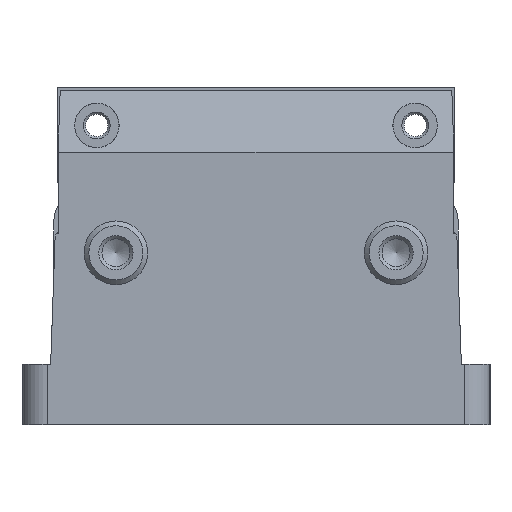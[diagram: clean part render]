
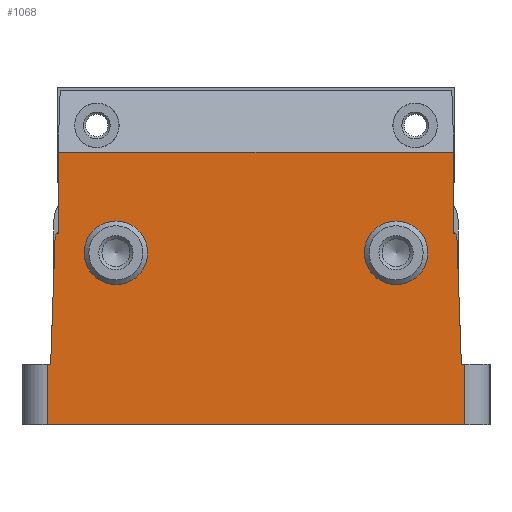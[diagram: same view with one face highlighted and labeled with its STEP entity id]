
A CAD part, left-side view. The second image highlights one B-rep face of the part: STEP entity #1068.
In plain terms, the highlighted planar face has unit normal (-1, 0, 0).
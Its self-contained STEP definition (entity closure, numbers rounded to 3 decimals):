
#389=B_SPLINE_CURVE_WITH_KNOTS('',3,(#10086,#10087,#10088,#10089),.UNSPECIFIED.,
 .F.,.F.,(4,4),(0.,1.),.UNSPECIFIED.);
#390=B_SPLINE_CURVE_WITH_KNOTS('',3,(#10102,#10103,#10104,#10105),.UNSPECIFIED.,
 .F.,.F.,(4,4),(0.,1.),.UNSPECIFIED.);
#514=PLANE('',#6920);
#715=FACE_BOUND('',#1878,.T.);
#716=FACE_BOUND('',#1879,.T.);
#717=FACE_BOUND('',#1880,.T.);
#1068=ADVANCED_FACE('',(#715,#716,#717),#514,.T.);
#1878=EDGE_LOOP('',(#3628,#3629,#3630,#3631,#3632,#3633,#3634,#3635,#3636,
#3637,#3638,#3639,#3640,#3641));
#1879=EDGE_LOOP('',(#3642));
#1880=EDGE_LOOP('',(#3643));
#2414=LINE('',#10071,#2872);
#2420=LINE('',#10083,#2878);
#2421=LINE('',#10091,#2879);
#2422=LINE('',#10093,#2880);
#2423=LINE('',#10095,#2881);
#2424=LINE('',#10097,#2882);
#2425=LINE('',#10099,#2883);
#2426=LINE('',#10101,#2884);
#2427=LINE('',#10107,#2885);
#2428=LINE('',#10109,#2886);
#2429=LINE('',#10111,#2887);
#2430=LINE('',#10113,#2888);
#2872=VECTOR('',#7957,1.);
#2878=VECTOR('',#7965,1.);
#2879=VECTOR('',#7966,1.);
#2880=VECTOR('',#7967,1.);
#2881=VECTOR('',#7968,1.);
#2882=VECTOR('',#7969,1.);
#2883=VECTOR('',#7970,1.);
#2884=VECTOR('',#7971,1.);
#2885=VECTOR('',#7972,1.);
#2886=VECTOR('',#7973,1.);
#2887=VECTOR('',#7974,1.);
#2888=VECTOR('',#7975,1.);
#3628=ORIENTED_EDGE('',*,*,#5762,.F.);
#3629=ORIENTED_EDGE('',*,*,#5763,.T.);
#3630=ORIENTED_EDGE('',*,*,#5764,.F.);
#3631=ORIENTED_EDGE('',*,*,#5765,.T.);
#3632=ORIENTED_EDGE('',*,*,#5766,.T.);
#3633=ORIENTED_EDGE('',*,*,#5767,.T.);
#3634=ORIENTED_EDGE('',*,*,#5768,.T.);
#3635=ORIENTED_EDGE('',*,*,#5769,.T.);
#3636=ORIENTED_EDGE('',*,*,#5756,.T.);
#3637=ORIENTED_EDGE('',*,*,#5770,.T.);
#3638=ORIENTED_EDGE('',*,*,#5771,.F.);
#3639=ORIENTED_EDGE('',*,*,#5772,.F.);
#3640=ORIENTED_EDGE('',*,*,#5773,.T.);
#3641=ORIENTED_EDGE('',*,*,#5774,.F.);
#3642=ORIENTED_EDGE('',*,*,#5775,.F.);
#3643=ORIENTED_EDGE('',*,*,#5776,.T.);
#5087=VERTEX_POINT('',#10070);
#5088=VERTEX_POINT('',#10072);
#5093=VERTEX_POINT('',#10084);
#5094=VERTEX_POINT('',#10085);
#5095=VERTEX_POINT('',#10090);
#5096=VERTEX_POINT('',#10092);
#5097=VERTEX_POINT('',#10094);
#5098=VERTEX_POINT('',#10096);
#5099=VERTEX_POINT('',#10098);
#5100=VERTEX_POINT('',#10100);
#5101=VERTEX_POINT('',#10106);
#5102=VERTEX_POINT('',#10108);
#5103=VERTEX_POINT('',#10110);
#5104=VERTEX_POINT('',#10112);
#5105=VERTEX_POINT('',#10115);
#5106=VERTEX_POINT('',#10117);
#5756=EDGE_CURVE('',#5088,#5087,#2414,.T.);
#5762=EDGE_CURVE('',#5093,#5094,#2420,.T.);
#5763=EDGE_CURVE('',#5093,#5095,#389,.T.);
#5764=EDGE_CURVE('',#5096,#5095,#2421,.T.);
#5765=EDGE_CURVE('',#5096,#5097,#2422,.T.);
#5766=EDGE_CURVE('',#5097,#5098,#2423,.T.);
#5767=EDGE_CURVE('',#5098,#5099,#2424,.T.);
#5768=EDGE_CURVE('',#5099,#5100,#2425,.T.);
#5769=EDGE_CURVE('',#5100,#5088,#2426,.T.);
#5770=EDGE_CURVE('',#5087,#5101,#390,.T.);
#5771=EDGE_CURVE('',#5102,#5101,#2427,.T.);
#5772=EDGE_CURVE('',#5103,#5102,#2428,.T.);
#5773=EDGE_CURVE('',#5103,#5104,#2429,.T.);
#5774=EDGE_CURVE('',#5094,#5104,#2430,.T.);
#5775=EDGE_CURVE('',#5105,#5105,#6478,.T.);
#5776=EDGE_CURVE('',#5106,#5106,#6479,.T.);
#6478=CIRCLE('',#6918,10.);
#6479=CIRCLE('',#6919,10.);
#6918=AXIS2_PLACEMENT_3D('',#10114,#7976,#7977);
#6919=AXIS2_PLACEMENT_3D('',#10116,#7978,#7979);
#6920=AXIS2_PLACEMENT_3D('',#10118,#7980,#7981);
#7957=DIRECTION('',(0.,0.035,0.999));
#7965=DIRECTION('',(0.,-1.,0.));
#7966=DIRECTION('',(0.,-0.035,0.999));
#7967=DIRECTION('',(0.,1.,0.));
#7968=DIRECTION('',(0.,0.,-1.));
#7969=DIRECTION('',(0.,-1.,0.));
#7970=DIRECTION('',(0.,0.,1.));
#7971=DIRECTION('',(0.,1.,0.));
#7972=DIRECTION('',(0.,-1.,0.));
#7973=DIRECTION('',(0.,0.,-1.));
#7974=DIRECTION('',(0.,1.,0.));
#7975=DIRECTION('',(0.,0.,1.));
#7976=DIRECTION('',(-1.,0.,0.));
#7977=DIRECTION('',(0.,0.,1.));
#7978=DIRECTION('',(1.,0.,0.));
#7979=DIRECTION('',(0.,0.,1.));
#7980=DIRECTION('',(-1.,0.,0.));
#7981=DIRECTION('',(0.,0.,1.));
#10070=CARTESIAN_POINT('',(-25.482,-10.613,59.597));
#10071=CARTESIAN_POINT('',(-25.482,-12.615,2.273));
#10072=CARTESIAN_POINT('',(-25.482,-12.031,19.));
#10083=CARTESIAN_POINT('',(-25.482,114.472,60.358));
#10084=CARTESIAN_POINT('',(-25.482,114.781,60.358));
#10085=CARTESIAN_POINT('',(-25.482,114.472,60.358));
#10086=CARTESIAN_POINT('',(-25.482,114.781,60.358));
#10087=CARTESIAN_POINT('',(-25.482,115.04,60.105));
#10088=CARTESIAN_POINT('',(-25.482,115.299,59.851));
#10089=CARTESIAN_POINT('',(-25.482,115.558,59.597));
#10090=CARTESIAN_POINT('',(-25.482,115.558,59.597));
#10091=CARTESIAN_POINT('',(-25.482,113.972,105.));
#10092=CARTESIAN_POINT('',(-25.482,116.975,19.));
#10093=CARTESIAN_POINT('',(-25.482,52.472,19.));
#10094=CARTESIAN_POINT('',(-25.482,117.972,19.));
#10095=CARTESIAN_POINT('',(-25.482,117.972,0.));
#10096=CARTESIAN_POINT('',(-25.482,117.972,0.));
#10097=CARTESIAN_POINT('',(-25.482,52.472,0.));
#10098=CARTESIAN_POINT('',(-25.482,-13.028,0.));
#10099=CARTESIAN_POINT('',(-25.482,-13.028,0.));
#10100=CARTESIAN_POINT('',(-25.482,-13.028,19.));
#10101=CARTESIAN_POINT('',(-25.482,52.472,19.));
#10102=CARTESIAN_POINT('',(-25.482,-10.613,59.597));
#10103=CARTESIAN_POINT('',(-25.482,-10.354,59.851));
#10104=CARTESIAN_POINT('',(-25.482,-10.095,60.105));
#10105=CARTESIAN_POINT('',(-25.482,-9.836,60.358));
#10106=CARTESIAN_POINT('',(-25.482,-9.836,60.358));
#10107=CARTESIAN_POINT('',(-25.482,-9.528,60.358));
#10108=CARTESIAN_POINT('',(-25.482,-9.528,60.358));
#10109=CARTESIAN_POINT('',(-25.482,-9.528,0.));
#10110=CARTESIAN_POINT('',(-25.482,-9.528,85.556));
#10111=CARTESIAN_POINT('',(-25.482,52.472,85.556));
#10112=CARTESIAN_POINT('',(-25.482,114.472,85.556));
#10113=CARTESIAN_POINT('',(-25.482,114.472,0.));
#10114=CARTESIAN_POINT('',(-25.482,8.472,54.));
#10115=CARTESIAN_POINT('',(-25.482,8.472,64.));
#10116=CARTESIAN_POINT('',(-25.482,96.472,54.));
#10117=CARTESIAN_POINT('',(-25.482,96.472,64.));
#10118=CARTESIAN_POINT('',(-25.482,52.472,0.));
